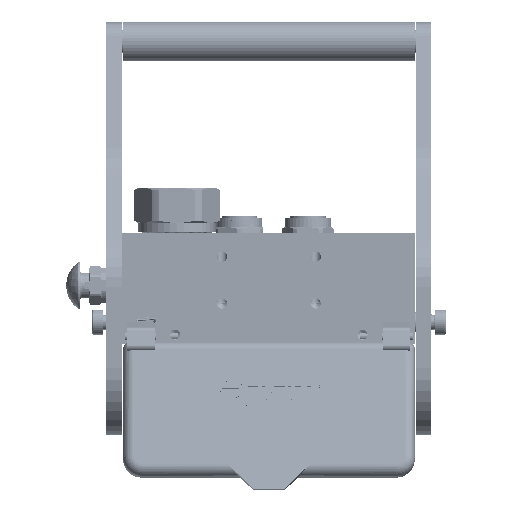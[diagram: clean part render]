
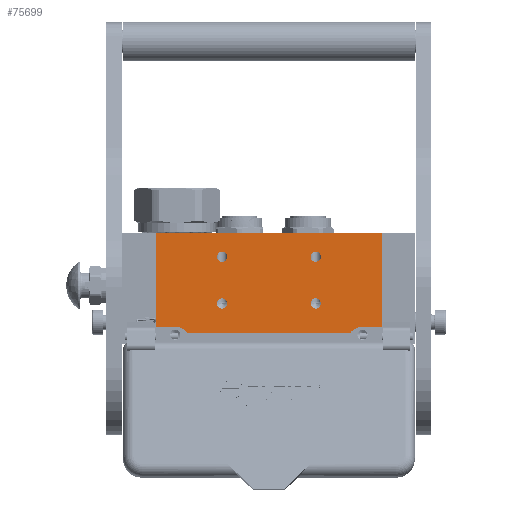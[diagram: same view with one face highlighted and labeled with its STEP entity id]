
A CAD part, left-side view. The second image highlights one B-rep face of the part: STEP entity #75699.
In plain terms, the highlighted face is planar.
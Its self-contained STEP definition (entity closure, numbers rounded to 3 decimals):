
#577 = AXIS2_PLACEMENT_3D ( 'NONE', #3763, #136543, #60043 ) ;
#2612 = VERTEX_POINT ( 'NONE', #105015 ) ;
#2794 = DIRECTION ( 'NONE',  ( 0., 0., -1. ) ) ;
#3320 = EDGE_CURVE ( 'NONE', #79753, #2612, #4338, .T. ) ;
#3763 = CARTESIAN_POINT ( 'NONE',  ( 124., 15., -108. ) ) ;
#3785 = VERTEX_POINT ( 'NONE', #43850 ) ;
#4338 = CIRCLE ( 'NONE', #39458, 3.3 ) ;
#4762 = DIRECTION ( 'NONE',  ( -1., 0., 0. ) ) ;
#5997 = CIRCLE ( 'NONE', #577, 3.3 ) ;
#6060 = CIRCLE ( 'NONE', #27272, 3.3 ) ;
#6427 = ORIENTED_EDGE ( 'NONE', *, *, #125749, .F. ) ;
#6528 = ORIENTED_EDGE ( 'NONE', *, *, #99290, .F. ) ;
#8228 = AXIS2_PLACEMENT_3D ( 'NONE', #68666, #2794, #23318 ) ;
#10501 = FACE_BOUND ( 'NONE', #129817, .T. ) ;
#11751 = DIRECTION ( 'NONE',  ( 1., 0., 0. ) ) ;
#12529 = CARTESIAN_POINT ( 'NONE',  ( 124., 11.7, -108. ) ) ;
#13469 = CARTESIAN_POINT ( 'NONE',  ( 64., 15., -108. ) ) ;
#13562 = EDGE_CURVE ( 'NONE', #72607, #90594, #17600, .T. ) ;
#14003 = AXIS2_PLACEMENT_3D ( 'NONE', #114919, #49385, #125893 ) ;
#14297 = ORIENTED_EDGE ( 'NONE', *, *, #141432, .F. ) ;
#14546 = DIRECTION ( 'NONE',  ( 0., 1., 0. ) ) ;
#15215 = CIRCLE ( 'NONE', #8228, 3.3 ) ;
#16101 = CARTESIAN_POINT ( 'NONE',  ( 124., 18.3, -108. ) ) ;
#17600 = LINE ( 'NONE', #101823, #133932 ) ;
#17798 = EDGE_CURVE ( 'NONE', #93510, #52079, #69992, .T. ) ;
#18130 = DIRECTION ( 'NONE',  ( 0.815, -0.58, 0. ) ) ;
#20398 = VERTEX_POINT ( 'NONE', #134547 ) ;
#20539 = CARTESIAN_POINT ( 'NONE',  ( 154., 70., -108. ) ) ;
#21778 = DIRECTION ( 'NONE',  ( 0., 0., -1. ) ) ;
#21815 = CARTESIAN_POINT ( 'NONE',  ( 124., 45., -108. ) ) ;
#22236 = DIRECTION ( 'NONE',  ( 0., -1., 0. ) ) ;
#22847 = CARTESIAN_POINT ( 'NONE',  ( 21.3, 60., -108. ) ) ;
#23045 = EDGE_CURVE ( 'NONE', #109363, #3785, #31091, .T. ) ;
#23318 = DIRECTION ( 'NONE',  ( 0., -1., 0. ) ) ;
#24217 = LINE ( 'NONE', #45620, #140517 ) ;
#24549 = CARTESIAN_POINT ( 'NONE',  ( 21.3, 0., -108. ) ) ;
#26938 = VERTEX_POINT ( 'NONE', #76036 ) ;
#27272 = AXIS2_PLACEMENT_3D ( 'NONE', #99313, #45718, #65835 ) ;
#28017 = VERTEX_POINT ( 'NONE', #16101 ) ;
#29134 = ORIENTED_EDGE ( 'NONE', *, *, #60291, .F. ) ;
#29596 = CARTESIAN_POINT ( 'NONE',  ( 166.7, 0., -108. ) ) ;
#30302 = EDGE_CURVE ( 'NONE', #84283, #72607, #65988, .T. ) ;
#30503 = AXIS2_PLACEMENT_3D ( 'NONE', #50269, #137732, #94281 ) ;
#30823 = EDGE_LOOP ( 'NONE', ( #45301, #98322, #140056, #42008, #88596, #130302, #67115, #6528 ) ) ;
#30864 = LINE ( 'NONE', #24549, #53079 ) ;
#31091 = CIRCLE ( 'NONE', #30503, 3.3 ) ;
#31832 = VECTOR ( 'NONE', #85021, 1000. ) ;
#32766 = DIRECTION ( 'NONE',  ( 0., 1., 0. ) ) ;
#36393 = DIRECTION ( 'NONE',  ( 0., 1., 0. ) ) ;
#39458 = AXIS2_PLACEMENT_3D ( 'NONE', #13469, #124303, #58281 ) ;
#39660 = CARTESIAN_POINT ( 'NONE',  ( 166.7, 0., -108. ) ) ;
#40034 = CARTESIAN_POINT ( 'NONE',  ( 166.7, 0., -108. ) ) ;
#40817 = EDGE_CURVE ( 'NONE', #28017, #115061, #6060, .T. ) ;
#40917 = VECTOR ( 'NONE', #36393, 1000. ) ;
#42008 = ORIENTED_EDGE ( 'NONE', *, *, #58887, .T. ) ;
#43850 = CARTESIAN_POINT ( 'NONE',  ( 64., 41.7, -108. ) ) ;
#45301 = ORIENTED_EDGE ( 'NONE', *, *, #17798, .F. ) ;
#45554 = ORIENTED_EDGE ( 'NONE', *, *, #23045, .F. ) ;
#45620 = CARTESIAN_POINT ( 'NONE',  ( 21.3, 60., -108. ) ) ;
#45718 = DIRECTION ( 'NONE',  ( 0., 0., -1. ) ) ;
#46518 = CARTESIAN_POINT ( 'NONE',  ( 64., 18.3, -108. ) ) ;
#47081 = VERTEX_POINT ( 'NONE', #52898 ) ;
#49338 = AXIS2_PLACEMENT_3D ( 'NONE', #128517, #62034, #18130 ) ;
#49385 = DIRECTION ( 'NONE',  ( 0., 0., -1. ) ) ;
#50269 = CARTESIAN_POINT ( 'NONE',  ( 64., 45., -108. ) ) ;
#52079 = VERTEX_POINT ( 'NONE', #134077 ) ;
#52898 = CARTESIAN_POINT ( 'NONE',  ( 21.3, 0., -108. ) ) ;
#53079 = VECTOR ( 'NONE', #14546, 1000. ) ;
#54260 = CARTESIAN_POINT ( 'NONE',  ( 145.854, 64.2, -108. ) ) ;
#54261 = DIRECTION ( 'NONE',  ( -1., 0., 0. ) ) ;
#56581 = EDGE_CURVE ( 'NONE', #115061, #28017, #5997, .T. ) ;
#58281 = DIRECTION ( 'NONE',  ( 0., 1., 0. ) ) ;
#58887 = EDGE_CURVE ( 'NONE', #115459, #59968, #24217, .T. ) ;
#59763 = CARTESIAN_POINT ( 'NONE',  ( 166.7, 0., -108. ) ) ;
#59968 = VERTEX_POINT ( 'NONE', #97932 ) ;
#60043 = DIRECTION ( 'NONE',  ( 0., -1., 0. ) ) ;
#60291 = EDGE_CURVE ( 'NONE', #2612, #79753, #15215, .T. ) ;
#61717 = FACE_OUTER_BOUND ( 'NONE', #30823, .T. ) ;
#62034 = DIRECTION ( 'NONE',  ( 0., 0., -1. ) ) ;
#65835 = DIRECTION ( 'NONE',  ( 0., 1., 0. ) ) ;
#65988 = CIRCLE ( 'NONE', #68306, 10. ) ;
#66631 = CARTESIAN_POINT ( 'NONE',  ( 64., 45., -108. ) ) ;
#67115 = ORIENTED_EDGE ( 'NONE', *, *, #30302, .F. ) ;
#68306 = AXIS2_PLACEMENT_3D ( 'NONE', #20539, #74496, #140479 ) ;
#68666 = CARTESIAN_POINT ( 'NONE',  ( 64., 15., -108. ) ) ;
#68800 = CIRCLE ( 'NONE', #127566, 3.3 ) ;
#69992 = LINE ( 'NONE', #59763, #40917 ) ;
#70365 = CIRCLE ( 'NONE', #49338, 10. ) ;
#70763 = ORIENTED_EDGE ( 'NONE', *, *, #3320, .F. ) ;
#72607 = VERTEX_POINT ( 'NONE', #54260 ) ;
#74496 = DIRECTION ( 'NONE',  ( 0., 0., -1. ) ) ;
#75699 = ADVANCED_FACE ( 'NONE', ( #135285, #10501, #118160, #101174, #61717 ), #84594, .T. ) ;
#76036 = CARTESIAN_POINT ( 'NONE',  ( 124., 48.3, -108. ) ) ;
#79725 = LINE ( 'NONE', #40034, #31832 ) ;
#79753 = VERTEX_POINT ( 'NONE', #46518 ) ;
#83021 = EDGE_LOOP ( 'NONE', ( #29134, #70763 ) ) ;
#84283 = VERTEX_POINT ( 'NONE', #141657 ) ;
#84374 = CARTESIAN_POINT ( 'NONE',  ( 64., 48.3, -108. ) ) ;
#84594 = PLANE ( 'NONE',  #115288 ) ;
#85021 = DIRECTION ( 'NONE',  ( -1., 0., 0. ) ) ;
#87952 = AXIS2_PLACEMENT_3D ( 'NONE', #66631, #21778, #22236 ) ;
#88596 = ORIENTED_EDGE ( 'NONE', *, *, #122339, .F. ) ;
#90594 = VERTEX_POINT ( 'NONE', #132142 ) ;
#92687 = EDGE_LOOP ( 'NONE', ( #6427, #96731 ) ) ;
#93510 = VERTEX_POINT ( 'NONE', #39660 ) ;
#94281 = DIRECTION ( 'NONE',  ( 0., 1., 0. ) ) ;
#96206 = EDGE_CURVE ( 'NONE', #93510, #47081, #79725, .T. ) ;
#96731 = ORIENTED_EDGE ( 'NONE', *, *, #111705, .F. ) ;
#97339 = CARTESIAN_POINT ( 'NONE',  ( 166.7, 60., -108. ) ) ;
#97756 = LINE ( 'NONE', #97339, #138704 ) ;
#97932 = CARTESIAN_POINT ( 'NONE',  ( 34., 60., -108. ) ) ;
#98285 = DIRECTION ( 'NONE',  ( 0., 0., -1. ) ) ;
#98322 = ORIENTED_EDGE ( 'NONE', *, *, #96206, .T. ) ;
#99290 = EDGE_CURVE ( 'NONE', #52079, #84283, #97756, .T. ) ;
#99313 = CARTESIAN_POINT ( 'NONE',  ( 124., 15., -108. ) ) ;
#101174 = FACE_BOUND ( 'NONE', #83021, .T. ) ;
#101823 = CARTESIAN_POINT ( 'NONE',  ( 145.854, 64.2, -108. ) ) ;
#102168 = CIRCLE ( 'NONE', #14003, 3.3 ) ;
#104705 = ORIENTED_EDGE ( 'NONE', *, *, #40817, .F. ) ;
#105015 = CARTESIAN_POINT ( 'NONE',  ( 64., 11.7, -108. ) ) ;
#105582 = ORIENTED_EDGE ( 'NONE', *, *, #56581, .F. ) ;
#106311 = CIRCLE ( 'NONE', #87952, 3.3 ) ;
#109363 = VERTEX_POINT ( 'NONE', #84374 ) ;
#111705 = EDGE_CURVE ( 'NONE', #26938, #20398, #68800, .T. ) ;
#114919 = CARTESIAN_POINT ( 'NONE',  ( 124., 45., -108. ) ) ;
#115061 = VERTEX_POINT ( 'NONE', #12529 ) ;
#115288 = AXIS2_PLACEMENT_3D ( 'NONE', #29596, #126198, #138104 ) ;
#115459 = VERTEX_POINT ( 'NONE', #22847 ) ;
#115685 = EDGE_LOOP ( 'NONE', ( #14297, #45554 ) ) ;
#118113 = EDGE_CURVE ( 'NONE', #47081, #115459, #30864, .T. ) ;
#118160 = FACE_BOUND ( 'NONE', #115685, .T. ) ;
#122339 = EDGE_CURVE ( 'NONE', #90594, #59968, #70365, .T. ) ;
#124303 = DIRECTION ( 'NONE',  ( 0., 0., -1. ) ) ;
#125749 = EDGE_CURVE ( 'NONE', #20398, #26938, #102168, .T. ) ;
#125893 = DIRECTION ( 'NONE',  ( 0., -1., 0. ) ) ;
#126198 = DIRECTION ( 'NONE',  ( 0., 0., -1. ) ) ;
#127566 = AXIS2_PLACEMENT_3D ( 'NONE', #21815, #98285, #32766 ) ;
#128517 = CARTESIAN_POINT ( 'NONE',  ( 34., 70., -108. ) ) ;
#129817 = EDGE_LOOP ( 'NONE', ( #105582, #104705 ) ) ;
#130302 = ORIENTED_EDGE ( 'NONE', *, *, #13562, .F. ) ;
#132142 = CARTESIAN_POINT ( 'NONE',  ( 42.146, 64.2, -108. ) ) ;
#133932 = VECTOR ( 'NONE', #4762, 1000. ) ;
#134077 = CARTESIAN_POINT ( 'NONE',  ( 166.7, 60., -108. ) ) ;
#134547 = CARTESIAN_POINT ( 'NONE',  ( 124., 41.7, -108. ) ) ;
#135285 = FACE_BOUND ( 'NONE', #92687, .T. ) ;
#136543 = DIRECTION ( 'NONE',  ( 0., 0., -1. ) ) ;
#137732 = DIRECTION ( 'NONE',  ( 0., 0., -1. ) ) ;
#138104 = DIRECTION ( 'NONE',  ( -1., 0., 0. ) ) ;
#138704 = VECTOR ( 'NONE', #54261, 1000. ) ;
#140056 = ORIENTED_EDGE ( 'NONE', *, *, #118113, .T. ) ;
#140479 = DIRECTION ( 'NONE',  ( 0., -1., 0. ) ) ;
#140517 = VECTOR ( 'NONE', #11751, 1000. ) ;
#141432 = EDGE_CURVE ( 'NONE', #3785, #109363, #106311, .T. ) ;
#141657 = CARTESIAN_POINT ( 'NONE',  ( 154., 60., -108. ) ) ;
